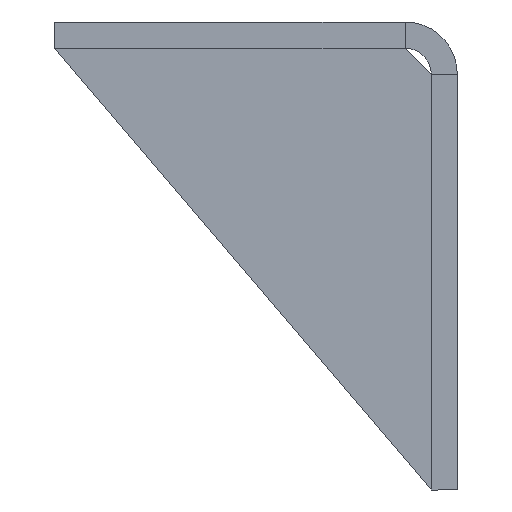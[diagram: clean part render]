
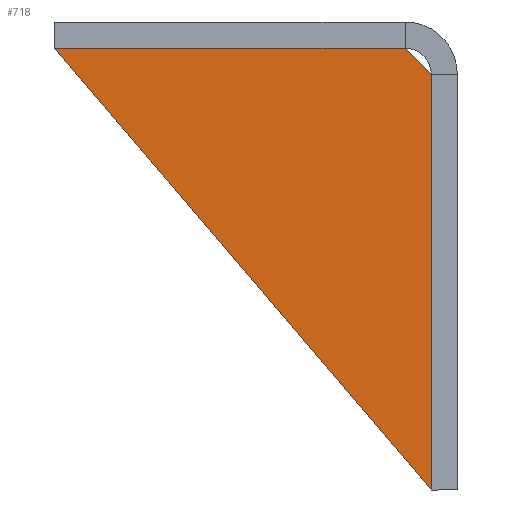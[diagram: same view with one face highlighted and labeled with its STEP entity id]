
A CAD part, left-side view. The second image highlights one B-rep face of the part: STEP entity #718.
In plain terms, the highlighted planar face has unit normal (-1, 0, 0).
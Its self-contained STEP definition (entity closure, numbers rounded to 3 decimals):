
#45 = EDGE_CURVE ( 'NONE', #360, #361, #364, .T. ) ;
#55 = EDGE_CURVE ( 'NONE', #359, #355, #377, .T. ) ;
#57 = EDGE_CURVE ( 'NONE', #361, #359, #381, .T. ) ;
#80 = EDGE_CURVE ( 'NONE', #355, #360, #424, .T. ) ;
#155 = CARTESIAN_POINT ( 'NONE',  ( 14., 0., 0. ) ) ;
#162 = PLANE ( 'NONE',  #674 ) ;
#164 = DIRECTION ( 'NONE',  ( 1., 0., 0. ) ) ;
#165 = DIRECTION ( 'NONE',  ( 0., 1., 0. ) ) ;
#208 = EDGE_LOOP ( 'NONE', ( #222, #229, #230, #239 ) ) ;
#222 = ORIENTED_EDGE ( 'NONE', *, *, #80, .F. ) ;
#229 = ORIENTED_EDGE ( 'NONE', *, *, #55, .F. ) ;
#230 = ORIENTED_EDGE ( 'NONE', *, *, #57, .F. ) ;
#239 = ORIENTED_EDGE ( 'NONE', *, *, #45, .F. ) ;
#355 = VERTEX_POINT ( 'NONE', #625 ) ;
#359 = VERTEX_POINT ( 'NONE', #609 ) ;
#360 = VERTEX_POINT ( 'NONE', #608 ) ;
#361 = VERTEX_POINT ( 'NONE', #604 ) ;
#364 = LINE ( 'NONE', #531, #365 ) ;
#365 = VECTOR ( 'NONE', #532, 1000. ) ;
#377 = LINE ( 'NONE', #551, #382 ) ;
#381 = LINE ( 'NONE', #543, #386 ) ;
#382 = VECTOR ( 'NONE', #542, 1000. ) ;
#386 = VECTOR ( 'NONE', #507, 1000. ) ;
#424 = LINE ( 'NONE', #569, #427 ) ;
#427 = VECTOR ( 'NONE', #570, 1000. ) ;
#486 = FACE_OUTER_BOUND ( 'NONE', #208, .T. ) ;
#507 = DIRECTION ( 'NONE',  ( 0., 0., -1. ) ) ;
#531 = CARTESIAN_POINT ( 'NONE',  ( 14., -43.25, -12. ) ) ;
#532 = DIRECTION ( 'NONE',  ( 0., -0.707, -0.707 ) ) ;
#542 = DIRECTION ( 'NONE',  ( 0., 0.649, 0.761 ) ) ;
#543 = CARTESIAN_POINT ( 'NONE',  ( 14., -43.25, -107.5 ) ) ;
#551 = CARTESIAN_POINT ( 'NONE',  ( 14., 43.25, -6. ) ) ;
#569 = CARTESIAN_POINT ( 'NONE',  ( 14., -37.25, -6. ) ) ;
#570 = DIRECTION ( 'NONE',  ( 0., -1., 0. ) ) ;
#604 = CARTESIAN_POINT ( 'NONE',  ( 14., -43.25, -12. ) ) ;
#608 = CARTESIAN_POINT ( 'NONE',  ( 14., -37.25, -6. ) ) ;
#609 = CARTESIAN_POINT ( 'NONE',  ( 14., -43.25, -107.5 ) ) ;
#625 = CARTESIAN_POINT ( 'NONE',  ( 14., 43.25, -6. ) ) ;
#674 = AXIS2_PLACEMENT_3D ( 'NONE', #155, #164, #165 ) ;
#718 = ADVANCED_FACE ( 'NONE', ( #486 ), #162, .F. ) ;
